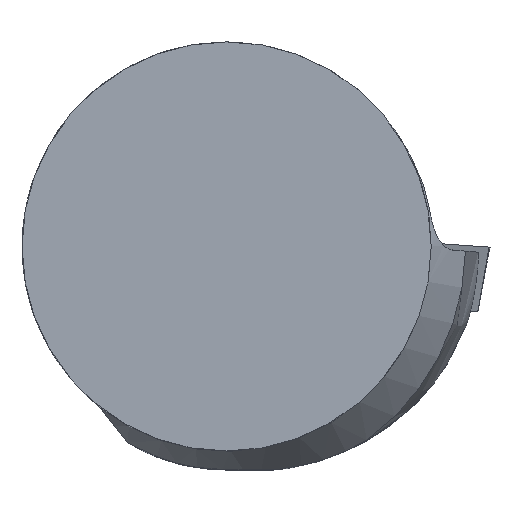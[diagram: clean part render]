
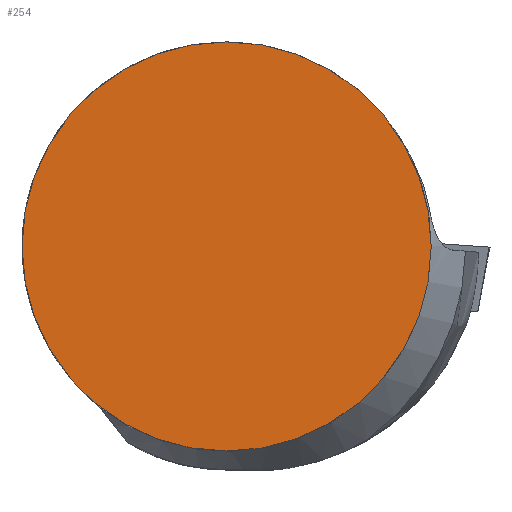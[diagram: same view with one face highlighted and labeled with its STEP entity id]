
A CAD part, top view. The second image highlights one B-rep face of the part: STEP entity #254.
In plain terms, the highlighted planar face has unit normal (0, 0, 1).
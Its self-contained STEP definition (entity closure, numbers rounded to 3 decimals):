
#254=ADVANCED_FACE('',(#305),#283,.T.);
#283=PLANE('',#770);
#305=FACE_OUTER_BOUND('',#331,.T.);
#331=EDGE_LOOP('',(#439));
#439=ORIENTED_EDGE('',*,*,#596,.T.);
#538=VERTEX_POINT('',#1101);
#596=EDGE_CURVE('',#538,#538,#653,.T.);
#653=CIRCLE('',#756,10.);
#756=AXIS2_PLACEMENT_3D('',#1100,#857,#858);
#770=AXIS2_PLACEMENT_3D('',#1241,#894,#895);
#857=DIRECTION('',(0.,0.,1.));
#858=DIRECTION('',(1.,0.,0.));
#894=DIRECTION('',(0.,0.,1.));
#895=DIRECTION('',(1.,0.,0.));
#1100=CARTESIAN_POINT('',(0.,0.,0.));
#1101=CARTESIAN_POINT('',(10.,0.,0.));
#1241=CARTESIAN_POINT('',(0.,0.,0.));
